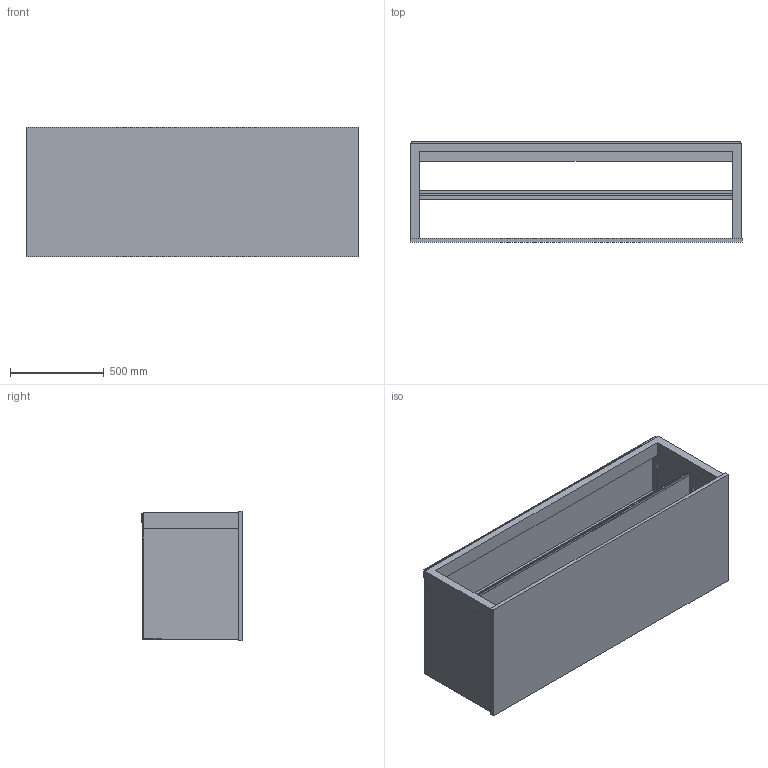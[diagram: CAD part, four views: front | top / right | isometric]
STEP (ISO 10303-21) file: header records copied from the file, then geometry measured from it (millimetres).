
FILE_DESCRIPTION(/* description */ ('Panoramaglasaufsatz ungekühlt'),/* implementation_level */ '2;1');
FILE_NAME(/* name */ '3D-AKE-00007687.stp',/* time_stamp */ '2023-05-26T09:57:04+02:00',/* author */ ('marina.schachner'),/* organization */ (''),/* preprocessor_version */ 'ST-DEVELOPER v18.1',/* originating_system */ 'Autodesk Inventor 2020',/* authorisation */ '');
FILE_SCHEMA (('AUTOMOTIVE_DESIGN { 1 0 10303 214 3 1 1 }'));
Length unit declared in the file: millimetre
Products named in the file (1): 3D-AKE-00007687
Bounding box: 1775 x 536 x 695 mm (x, y, z)
Volume: 57017774.8 mm3; surface area: 9814210.1 mm2
Topology: 17 solids, 17 shells, 149 faces, 342 edges, 228 vertices
Faces by surface type: plane 131, cylinder 18
Entity records: 4186 total; most frequent: CARTESIAN_POINT 720, ORIENTED_EDGE 684, DIRECTION 678, EDGE_CURVE 342, LINE 306, VECTOR 306, VERTEX_POINT 228, AXIS2_PLACEMENT_3D 186
